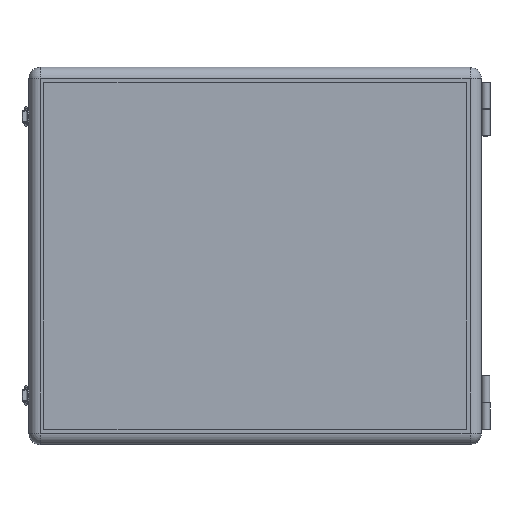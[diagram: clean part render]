
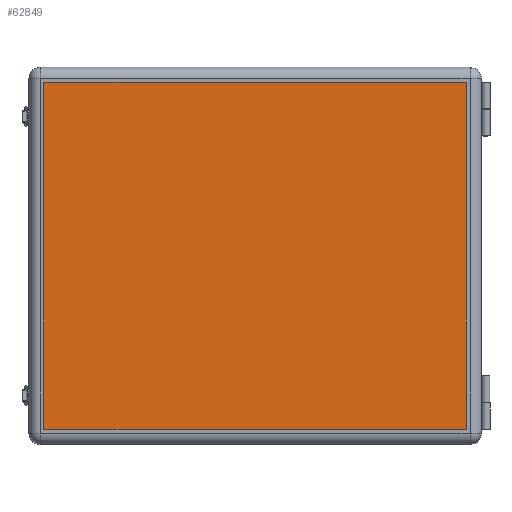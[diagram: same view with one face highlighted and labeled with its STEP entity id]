
A CAD part, top view. The second image highlights one B-rep face of the part: STEP entity #62849.
In plain terms, the highlighted face is planar.
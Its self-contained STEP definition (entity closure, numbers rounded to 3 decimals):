
#12214 = LINE ( 'NONE', #12231, #12516 ) ;
#12228 = LINE ( 'NONE', #12229, #12519 ) ;
#12229 = CARTESIAN_POINT ( 'NONE',  ( -283.5, -230., 0. ) ) ;
#12230 = DIRECTION ( 'NONE',  ( 1., 0., 0. ) ) ;
#12231 = CARTESIAN_POINT ( 'NONE',  ( -280., -233.5, 0. ) ) ;
#12233 = DIRECTION ( 'NONE',  ( 0., -1., 0. ) ) ;
#12516 = VECTOR ( 'NONE', #12233, 1000. ) ;
#12519 = VECTOR ( 'NONE', #12230, 1000. ) ;
#12598 = VECTOR ( 'NONE', #13180, 1000. ) ;
#13172 = CARTESIAN_POINT ( 'NONE',  ( 280., -233.5, 0. ) ) ;
#13175 = LINE ( 'NONE', #13172, #12598 ) ;
#13180 = DIRECTION ( 'NONE',  ( 0., 1., 0. ) ) ;
#24168 = VECTOR ( 'NONE', #24776, 1000. ) ;
#24759 = CARTESIAN_POINT ( 'NONE',  ( -283.5, 230., 0. ) ) ;
#24772 = LINE ( 'NONE', #24759, #24168 ) ;
#24776 = DIRECTION ( 'NONE',  ( -1., 0., 0. ) ) ;
#31990 = CARTESIAN_POINT ( 'NONE',  ( 280., -230., 0. ) ) ;
#32017 = CARTESIAN_POINT ( 'NONE',  ( 280., 230., 0. ) ) ;
#32052 = CARTESIAN_POINT ( 'NONE',  ( -280., -230., 0. ) ) ;
#32082 = CARTESIAN_POINT ( 'NONE',  ( -280., 230., 0. ) ) ;
#34170 = EDGE_CURVE ( 'NONE', #60476, #60441, #12228, .T. ) ;
#34172 = EDGE_CURVE ( 'NONE', #60492, #60476, #12214, .T. ) ;
#34849 = AXIS2_PLACEMENT_3D ( 'NONE', #38100, #38111, #38112 ) ;
#35294 = EDGE_CURVE ( 'NONE', #60441, #60457, #13175, .T. ) ;
#38100 = CARTESIAN_POINT ( 'NONE',  ( -283.5, -233.5, 0. ) ) ;
#38108 = FACE_OUTER_BOUND ( 'NONE', #67518, .T. ) ;
#38109 = PLANE ( 'NONE',  #34849 ) ;
#38111 = DIRECTION ( 'NONE',  ( 0., 0., 1. ) ) ;
#38112 = DIRECTION ( 'NONE',  ( 1., 0., 0. ) ) ;
#44455 = EDGE_CURVE ( 'NONE', #60457, #60492, #24772, .T. ) ;
#60441 = VERTEX_POINT ( 'NONE', #31990 ) ;
#60457 = VERTEX_POINT ( 'NONE', #32017 ) ;
#60476 = VERTEX_POINT ( 'NONE', #32052 ) ;
#60492 = VERTEX_POINT ( 'NONE', #32082 ) ;
#62849 = ADVANCED_FACE ( 'NONE', ( #38108 ), #38109, .F. ) ;
#65119 = ORIENTED_EDGE ( 'NONE', *, *, #35294, .F. ) ;
#65120 = ORIENTED_EDGE ( 'NONE', *, *, #34170, .F. ) ;
#65121 = ORIENTED_EDGE ( 'NONE', *, *, #34172, .F. ) ;
#65122 = ORIENTED_EDGE ( 'NONE', *, *, #44455, .F. ) ;
#67518 = EDGE_LOOP ( 'NONE', ( #65119, #65120, #65121, #65122 ) ) ;
